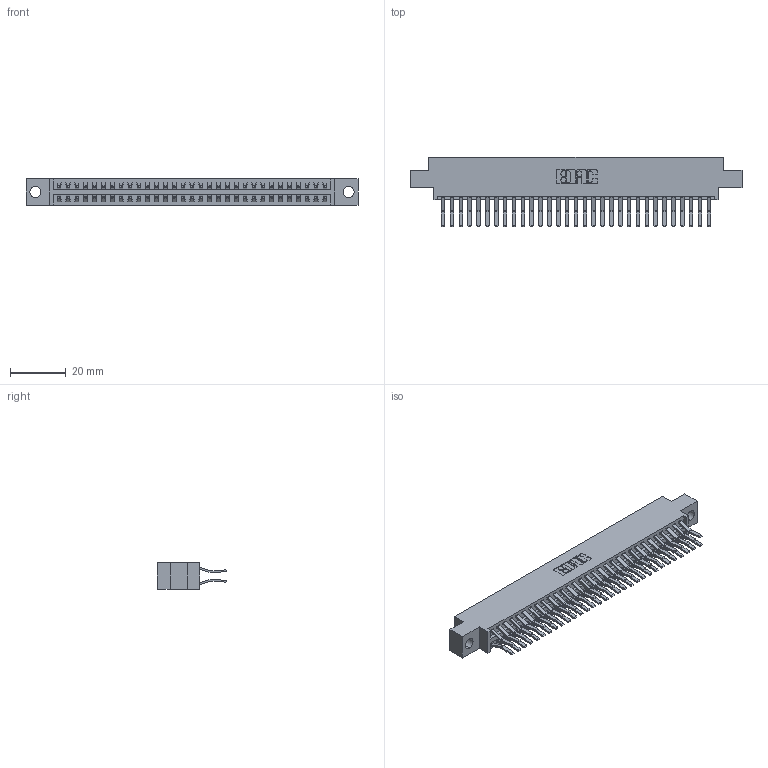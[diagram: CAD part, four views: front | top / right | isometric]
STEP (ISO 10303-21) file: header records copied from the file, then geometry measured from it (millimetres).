
FILE_DESCRIPTION (( 'STEP AP203' ), '1' );
FILE_NAME ('346-062-560-804.STEP', '2022-05-24T14:38:13', ( '' ), ( '' ), 'SwSTEP 2.0', 'SolidWorks 2020', '' );
FILE_SCHEMA (( 'CONFIG_CONTROL_DESIGN' ));
Length unit declared in the file: inch
Products named in the file (3): 346-062-560-804; 345-292-001_560 Tail; 346 Part_0.170 Offset - 0.156 Dia-TH
Assembly tree (63 placements, depth 2):
  346-062-560-804
    346 Part_0.170 Offset - 0.156 Dia-TH
    345-292-001_560 Tail  x62
Bounding box: 119 x 24.78 x 9.4 mm (x, y, z)
Volume: 11664.3 mm3; surface area: 16972.2 mm2
Topology: 63 solids, 63 shells, 3488 faces, 10359 edges, 6822 vertices
Faces by surface type: plane 2264, cylinder 1224
Entity records: 22351 total; most frequent: CARTESIAN_POINT 3706, ORIENTED_EDGE 3638, DIRECTION 3319, EDGE_CURVE 1819, VECTOR 1559, LINE 1559, VERTEX_POINT 1210, AXIS2_PLACEMENT_3D 880
